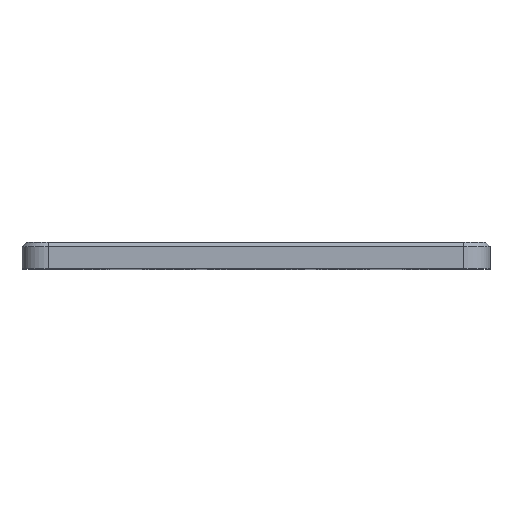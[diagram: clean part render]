
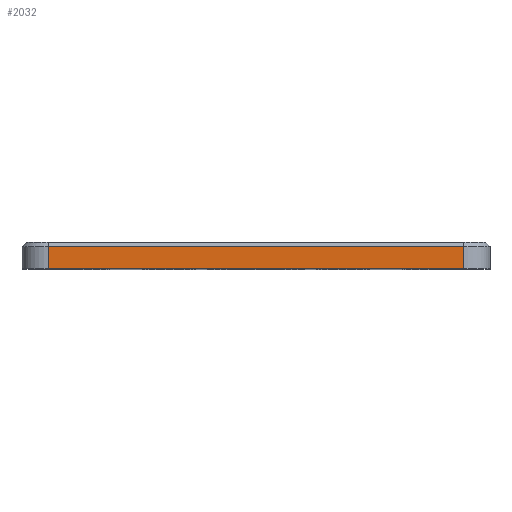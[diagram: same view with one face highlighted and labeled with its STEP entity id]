
A CAD part, top view. The second image highlights one B-rep face of the part: STEP entity #2032.
In plain terms, the highlighted planar face has unit normal (0, 0, 1).
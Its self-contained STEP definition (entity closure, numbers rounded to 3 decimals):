
#93 = CARTESIAN_POINT ( 'NONE',  ( 23.5, -0.5, 1. ) ) ;
#96 = DIRECTION ( 'NONE',  ( -1., 0., 0. ) ) ;
#342 = CARTESIAN_POINT ( 'NONE',  ( 26.5, -0.5, 1. ) ) ;
#513 = CARTESIAN_POINT ( 'NONE',  ( -23.5, -0.5, 1. ) ) ;
#542 = DIRECTION ( 'NONE',  ( 1., 0., 0. ) ) ;
#565 = VECTOR ( 'NONE', #2344, 1000. ) ;
#571 = ORIENTED_EDGE ( 'NONE', *, *, #970, .T. ) ;
#806 = CARTESIAN_POINT ( 'NONE',  ( -23.5, -3., 1. ) ) ;
#970 = EDGE_CURVE ( 'NONE', #2948, #3270, #2014, .T. ) ;
#1014 = VECTOR ( 'NONE', #96, 1000. ) ;
#1282 = DIRECTION ( 'NONE',  ( 0., 1., 0. ) ) ;
#1346 = ORIENTED_EDGE ( 'NONE', *, *, #1638, .T. ) ;
#1638 = EDGE_CURVE ( 'NONE', #3078, #2948, #3370, .T. ) ;
#1666 = PLANE ( 'NONE',  #3533 ) ;
#1709 = CARTESIAN_POINT ( 'NONE',  ( 23.5, -3., 1. ) ) ;
#1946 = LINE ( 'NONE', #2738, #2075 ) ;
#1967 = ORIENTED_EDGE ( 'NONE', *, *, #3630, .T. ) ;
#2014 = LINE ( 'NONE', #3155, #565 ) ;
#2032 = ADVANCED_FACE ( 'NONE', ( #2459 ), #1666, .T. ) ;
#2075 = VECTOR ( 'NONE', #1282, 1000. ) ;
#2096 = CARTESIAN_POINT ( 'NONE',  ( 0., -3., 1. ) ) ;
#2164 = LINE ( 'NONE', #2096, #2867 ) ;
#2228 = DIRECTION ( 'NONE',  ( 0., 0., 1. ) ) ;
#2344 = DIRECTION ( 'NONE',  ( 0., -1., 0. ) ) ;
#2459 = FACE_OUTER_BOUND ( 'NONE', #3480, .T. ) ;
#2738 = CARTESIAN_POINT ( 'NONE',  ( 23.5, -10., 1. ) ) ;
#2867 = VECTOR ( 'NONE', #3489, 1000. ) ;
#2948 = VERTEX_POINT ( 'NONE', #513 ) ;
#3078 = VERTEX_POINT ( 'NONE', #93 ) ;
#3155 = CARTESIAN_POINT ( 'NONE',  ( -23.5, -10., 1. ) ) ;
#3170 = EDGE_CURVE ( 'NONE', #3443, #3078, #1946, .T. ) ;
#3270 = VERTEX_POINT ( 'NONE', #806 ) ;
#3273 = ORIENTED_EDGE ( 'NONE', *, *, #3170, .T. ) ;
#3334 = CARTESIAN_POINT ( 'NONE',  ( 26.5, -10., 1. ) ) ;
#3370 = LINE ( 'NONE', #342, #1014 ) ;
#3443 = VERTEX_POINT ( 'NONE', #1709 ) ;
#3480 = EDGE_LOOP ( 'NONE', ( #3273, #1346, #571, #1967 ) ) ;
#3489 = DIRECTION ( 'NONE',  ( 1., 0., 0. ) ) ;
#3533 = AXIS2_PLACEMENT_3D ( 'NONE', #3334, #2228, #542 ) ;
#3630 = EDGE_CURVE ( 'NONE', #3270, #3443, #2164, .T. ) ;
